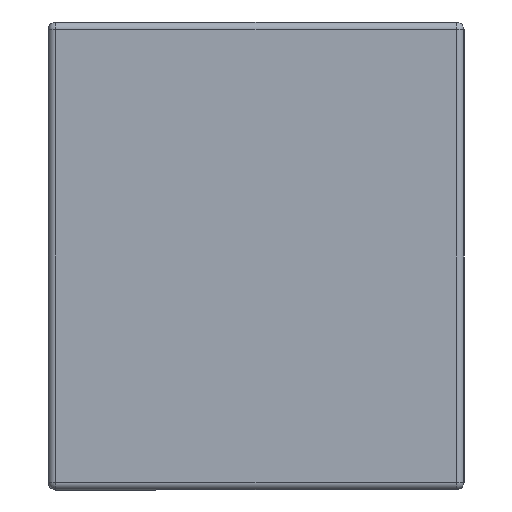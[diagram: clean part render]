
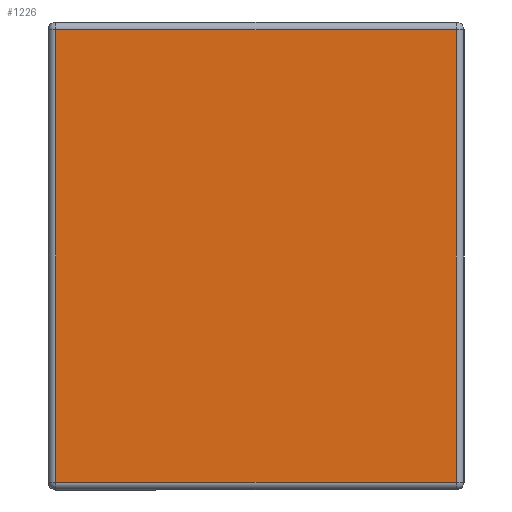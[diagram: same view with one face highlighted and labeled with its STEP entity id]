
A CAD part, left-side view. The second image highlights one B-rep face of the part: STEP entity #1226.
In plain terms, the highlighted planar face has unit normal (-1, 0, 0).
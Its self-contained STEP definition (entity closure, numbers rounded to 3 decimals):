
#16 = CARTESIAN_POINT ( 'NONE',  ( -0.8, 0.385, 0.885 ) ) ;
#19 = CARTESIAN_POINT ( 'NONE',  ( -0.8, -0.385, 0.885 ) ) ;
#20 = CARTESIAN_POINT ( 'NONE',  ( -0.8, -0.385, 0.015 ) ) ;
#27 = CARTESIAN_POINT ( 'NONE',  ( -0.8, 0.385, 0.015 ) ) ;
#80 = FACE_OUTER_BOUND ( 'NONE', #1160, .T. ) ;
#282 = AXIS2_PLACEMENT_3D ( 'NONE', #1497, #1498, #1499 ) ;
#886 = LINE ( 'NONE', #1334, #897 ) ;
#892 = LINE ( 'NONE', #1308, #895 ) ;
#895 = VECTOR ( 'NONE', #1343, 1000. ) ;
#896 = LINE ( 'NONE', #1329, #899 ) ;
#897 = VECTOR ( 'NONE', #1294, 1000. ) ;
#898 = LINE ( 'NONE', #1331, #901 ) ;
#899 = VECTOR ( 'NONE', #1328, 1000. ) ;
#901 = VECTOR ( 'NONE', #1332, 1000. ) ;
#982 = EDGE_CURVE ( 'NONE', #1356, #1352, #892, .T. ) ;
#983 = EDGE_CURVE ( 'NONE', #1352, #1364, #886, .T. ) ;
#984 = EDGE_CURVE ( 'NONE', #1364, #1357, #896, .T. ) ;
#985 = EDGE_CURVE ( 'NONE', #1357, #1356, #898, .T. ) ;
#1115 = ORIENTED_EDGE ( 'NONE', *, *, #983, .T. ) ;
#1124 = ORIENTED_EDGE ( 'NONE', *, *, #982, .T. ) ;
#1160 = EDGE_LOOP ( 'NONE', ( #1124, #1115, #1250, #1249 ) ) ;
#1226 = ADVANCED_FACE ( 'NONE', ( #80 ), #1489, .T. ) ;
#1249 = ORIENTED_EDGE ( 'NONE', *, *, #985, .T. ) ;
#1250 = ORIENTED_EDGE ( 'NONE', *, *, #984, .T. ) ;
#1294 = DIRECTION ( 'NONE',  ( 0., 0., -1. ) ) ;
#1308 = CARTESIAN_POINT ( 'NONE',  ( -0.8, 0.4, 0.885 ) ) ;
#1328 = DIRECTION ( 'NONE',  ( 0., -1., 0. ) ) ;
#1329 = CARTESIAN_POINT ( 'NONE',  ( -0.8, -0.4, 0.015 ) ) ;
#1331 = CARTESIAN_POINT ( 'NONE',  ( -0.8, -0.385, 0.9 ) ) ;
#1332 = DIRECTION ( 'NONE',  ( 0., 0., 1. ) ) ;
#1334 = CARTESIAN_POINT ( 'NONE',  ( -0.8, 0.385, 0. ) ) ;
#1343 = DIRECTION ( 'NONE',  ( 0., 1., 0. ) ) ;
#1352 = VERTEX_POINT ( 'NONE', #16 ) ;
#1356 = VERTEX_POINT ( 'NONE', #19 ) ;
#1357 = VERTEX_POINT ( 'NONE', #20 ) ;
#1364 = VERTEX_POINT ( 'NONE', #27 ) ;
#1489 = PLANE ( 'NONE',  #282 ) ;
#1497 = CARTESIAN_POINT ( 'NONE',  ( -0.8, 0., 0. ) ) ;
#1498 = DIRECTION ( 'NONE',  ( -1., 0., 0. ) ) ;
#1499 = DIRECTION ( 'NONE',  ( 0., 0., 1. ) ) ;
